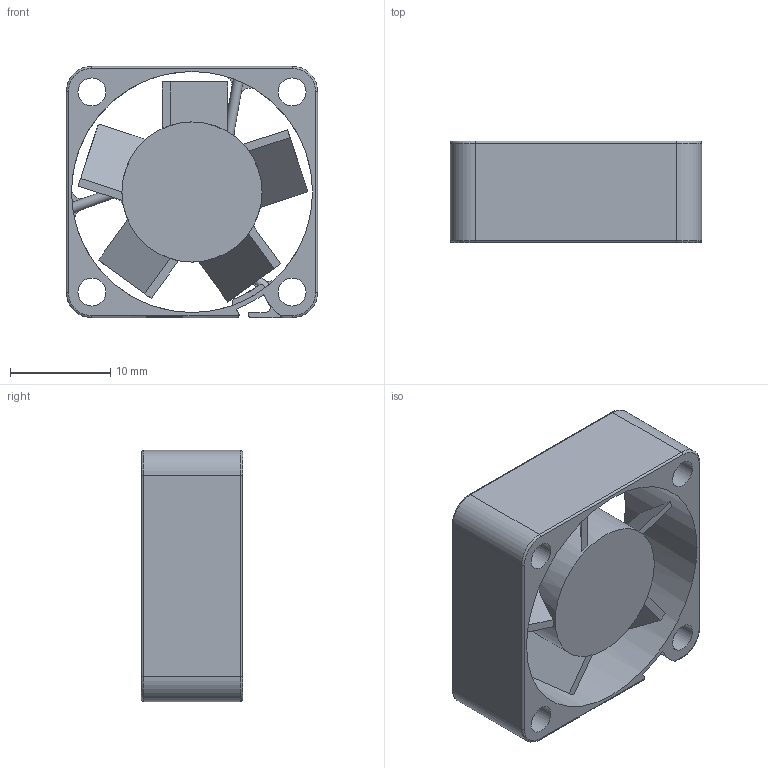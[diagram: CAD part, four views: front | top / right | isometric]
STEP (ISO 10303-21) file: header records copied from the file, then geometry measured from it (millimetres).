
FILE_DESCRIPTION(/* description */ ('','CAx-IF Rec.Pracs.---Representation and Presentation of Product Manufacturing Information (PMI)---4.0---2014-10-13'),/* implementation_level */ '2;1');
FILE_NAME(/* name */ 'Delta 2510 Axial Fan.step',/* time_stamp */ '2024-12-07T17:23:47-05:00',/* author */ (''),/* organization */ (''),/* preprocessor_version */ 'ST-DEVELOPER v20',/* originating_system */ 'Autodesk Translation Framework v13.20.0.188',/* authorisation */ '');
FILE_SCHEMA (('AP242_MANAGED_MODEL_BASED_3D_ENGINEERING_MIM_LF { 1 0 10303 442 1 1 4 }'));
Length unit declared in the file: millimetre
Products named in the file (1): Delta 2510
Bounding box: 25.1 x 10.12 x 25.1 mm (x, y, z)
Volume: 2927.5 mm3; surface area: 3567.2 mm2
Topology: 1 solids, 2 shells, 142 faces, 382 edges, 247 vertices
Faces by surface type: plane 86, cylinder 45, torus 9, sphere 2
Full cylindrical faces by diameter (mm): 2.1 x1, 2.8 x4, 14 x1, 24.1 x1
Entity records: 4660 total; most frequent: CARTESIAN_POINT 941, DIRECTION 791, ORIENTED_EDGE 764, EDGE_CURVE 382, AXIS2_PLACEMENT_3D 279, VERTEX_POINT 247, LINE 233, VECTOR 233
